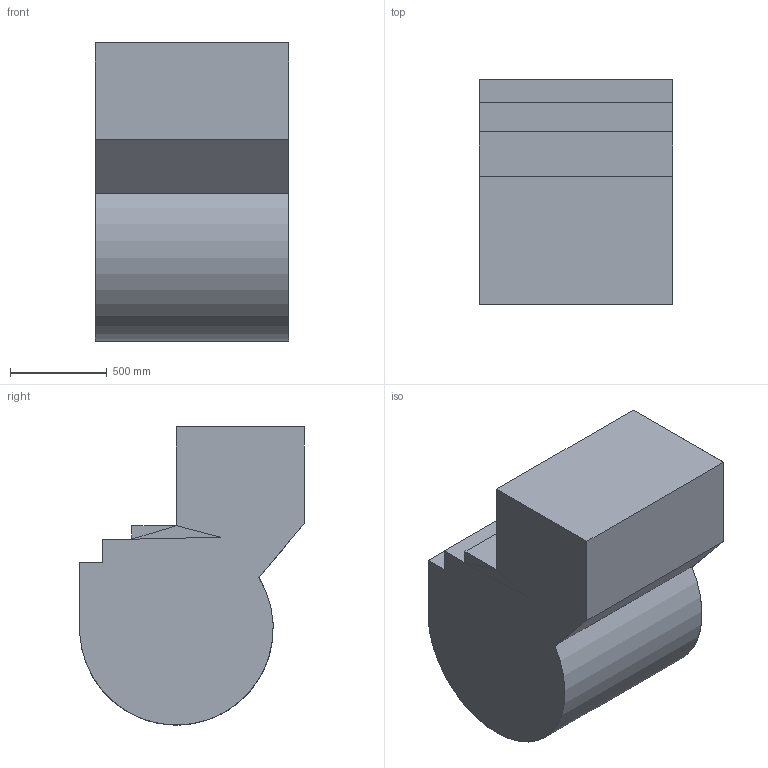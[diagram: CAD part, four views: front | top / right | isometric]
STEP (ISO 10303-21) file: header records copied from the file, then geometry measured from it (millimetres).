
FILE_DESCRIPTION(('Open CASCADE Model'),'2;1');
FILE_NAME('Open CASCADE Shape Model','2014-03-06T15:43:08',('Author'),( 'Open CASCADE'),'Open CASCADE STEP processor 6.5','Open CASCADE 6.5' ,'Unknown');
FILE_SCHEMA(('AUTOMOTIVE_DESIGN_CC2 { 1 2 10303 214 -1 1 5 4 }'));
Length unit declared in the file: millimetre
Products named in the file (3): Shell_front_; Shell_; Shell_back_
Bounding box: 1000.2 x 1159.78 x 1540 mm (x, y, z)
Volume: 122954.7 mm3; surface area: 12066435.3 mm2
Topology: 1 solids, 3 shells, 44 faces, 115 edges, 76 vertices
Faces by surface type: plane 37, cylinder 7
Entity records: 2919 total; most frequent: CARTESIAN_POINT 539, DIRECTION 434, LINE 314, VECTOR 314, ORIENTED_EDGE 228, PCURVE 227, DEFINITIONAL_REPRESENTATION 227, EDGE_CURVE 115
